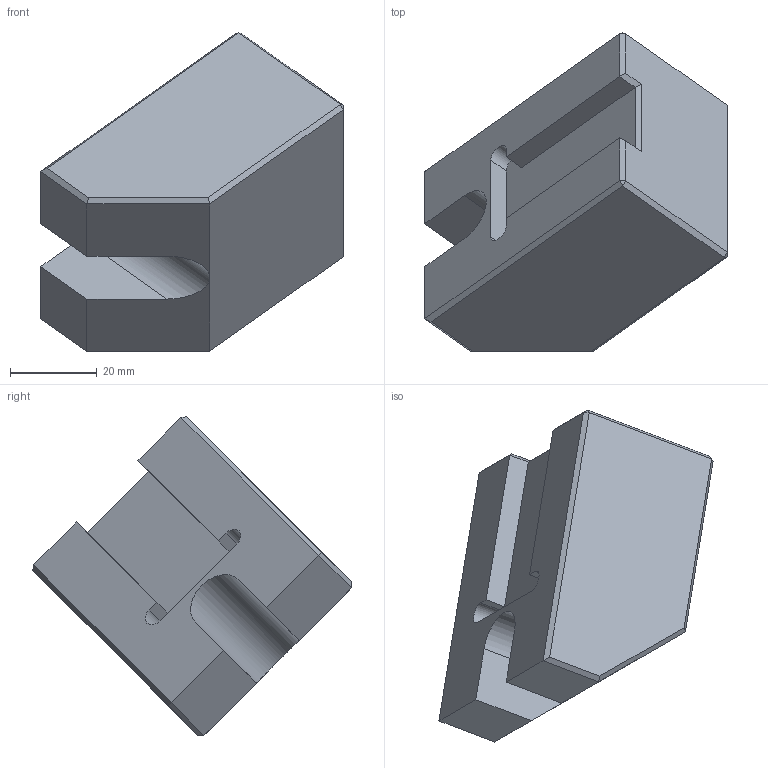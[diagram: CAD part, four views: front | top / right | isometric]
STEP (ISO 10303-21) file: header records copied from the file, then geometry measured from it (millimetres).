
FILE_DESCRIPTION (( 'STEP AP214' ), '1' );
FILE_NAME ('Driver.STEP', '2024-11-30T06:13:54', ( '' ), ( '' ), 'SwSTEP 2.0', 'SolidWorks 2024', '' );
FILE_SCHEMA (( 'AUTOMOTIVE_DESIGN' ));
Length unit declared in the file: millimetre
Products named in the file (1): Driver
Bounding box: 69.65 x 73.39 x 73.39 mm (x, y, z)
Volume: 91796.1 mm3; surface area: 14136.6 mm2
Topology: 1 solids, 1 shells, 41 faces, 94 edges, 55 vertices
Faces by surface type: plane 37, cylinder 4
Entity records: 1134 total; most frequent: CARTESIAN_POINT 197, ORIENTED_EDGE 188, DIRECTION 183, EDGE_CURVE 94, LINE 85, VECTOR 85, VERTEX_POINT 55, AXIS2_PLACEMENT_3D 49
